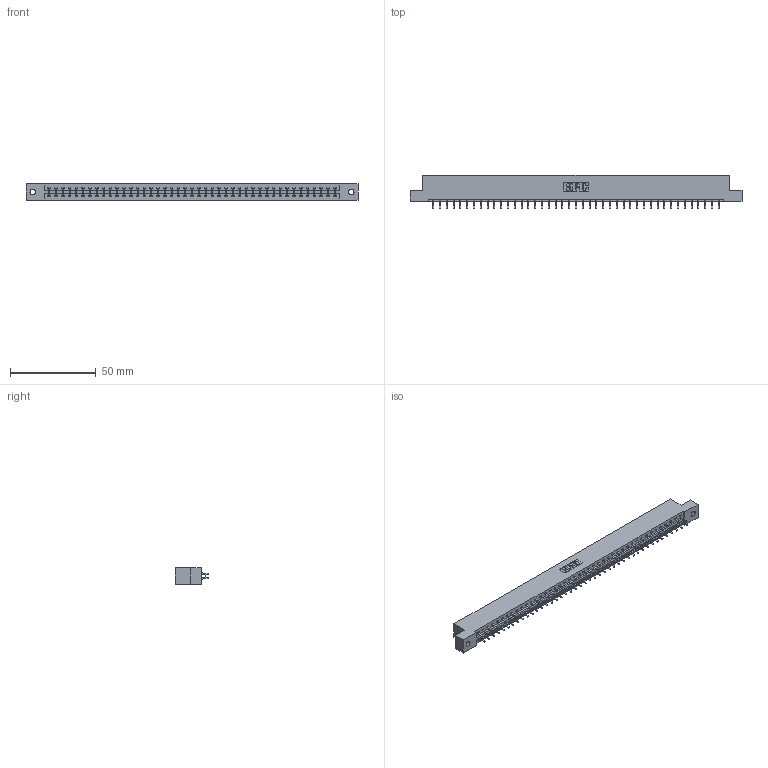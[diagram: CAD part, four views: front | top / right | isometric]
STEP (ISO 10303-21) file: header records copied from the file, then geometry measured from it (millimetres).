
FILE_DESCRIPTION (( 'STEP AP203' ), '1' );
FILE_NAME ('387-086-556-202.STEP', '2019-10-23T04:13:22', ( '' ), ( '' ), 'SwSTEP 2.0', 'SolidWorks 2016', '' );
FILE_SCHEMA (( 'CONFIG_CONTROL_DESIGN' ));
Length unit declared in the file: inch
Products named in the file (3): 387-086-556-202; 337 Part_Flush Mounting Lugs - 0.128 Dia; 345-292-001_556 Tail
Assembly tree (87 placements, depth 2):
  387-086-556-202
    337 Part_Flush Mounting Lugs - 0.128 Dia
    345-292-001_556 Tail  x86
Bounding box: 193.4 x 19.57 x 9.4 mm (x, y, z)
Volume: 20354.8 mm3; surface area: 22657.4 mm2
Topology: 87 solids, 87 shells, 5274 faces, 15705 edges, 10354 vertices
Faces by surface type: plane 3682, cylinder 1592
Entity records: 33433 total; most frequent: CARTESIAN_POINT 5646, ORIENTED_EDGE 5570, DIRECTION 4789, EDGE_CURVE 2785, VECTOR 2649, LINE 2649, VERTEX_POINT 1854, AXIS2_PLACEMENT_3D 1070
